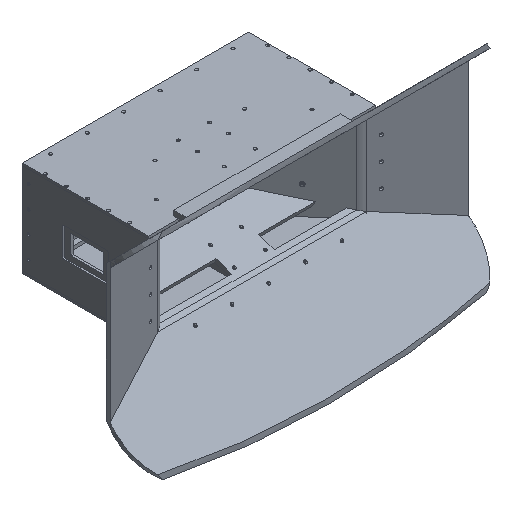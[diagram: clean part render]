
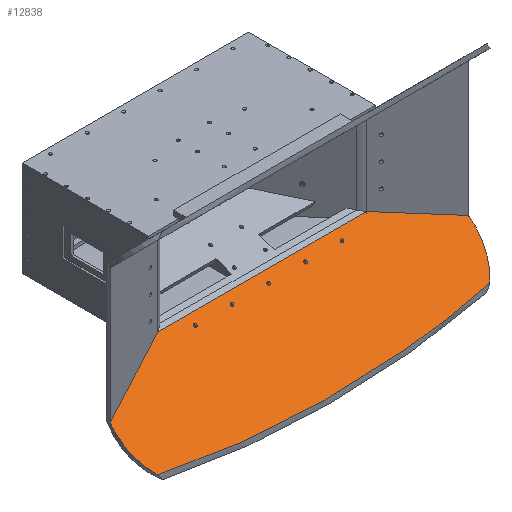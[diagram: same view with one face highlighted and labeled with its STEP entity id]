
A CAD part, isometric view. The second image highlights one B-rep face of the part: STEP entity #12838.
In plain terms, the highlighted planar face has unit normal (0, -0.707, 0.707).
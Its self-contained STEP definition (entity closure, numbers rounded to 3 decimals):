
#12627 = VERTEX_POINT('',#12628);
#12628 = CARTESIAN_POINT('',(498.001,-472.454,
    -304.615));
#12645 = VERTEX_POINT('',#12646);
#12646 = CARTESIAN_POINT('',(538.819,-387.,-219.161));
#12653 = EDGE_CURVE('',#12645,#12627,#12654,.T.);
#12654 = CIRCLE('',#12655,199.31);
#12655 = AXIS2_PLACEMENT_3D('',#12656,#12657,#12658);
#12656 = CARTESIAN_POINT('',(339.509,-387.,-219.161));
#12657 = DIRECTION('',(0.,0.707,-0.707));
#12658 = DIRECTION('',(0.,-0.707,-0.707));
#12838 = ADVANCED_FACE('',(#12839,#12850,#12861,#12872,#12883,#12894),
  #12962,.T.);
#12839 = FACE_BOUND('',#12840,.T.);
#12840 = EDGE_LOOP('',(#12841));
#12841 = ORIENTED_EDGE('',*,*,#12842,.T.);
#12842 = EDGE_CURVE('',#12843,#12843,#12845,.T.);
#12843 = VERTEX_POINT('',#12844);
#12844 = CARTESIAN_POINT('',(220.,-303.481,-135.643));
#12845 = CIRCLE('',#12846,4.5);
#12846 = AXIS2_PLACEMENT_3D('',#12847,#12848,#12849);
#12847 = CARTESIAN_POINT('',(220.,-306.663,-138.825));
#12848 = DIRECTION('',(0.,0.707,-0.707));
#12849 = DIRECTION('',(0.,0.707,0.707));
#12850 = FACE_BOUND('',#12851,.T.);
#12851 = EDGE_LOOP('',(#12852));
#12852 = ORIENTED_EDGE('',*,*,#12853,.T.);
#12853 = EDGE_CURVE('',#12854,#12854,#12856,.T.);
#12854 = VERTEX_POINT('',#12855);
#12855 = CARTESIAN_POINT('',(110.,-303.481,-135.643));
#12856 = CIRCLE('',#12857,4.5);
#12857 = AXIS2_PLACEMENT_3D('',#12858,#12859,#12860);
#12858 = CARTESIAN_POINT('',(110.,-306.663,-138.825));
#12859 = DIRECTION('',(0.,0.707,-0.707));
#12860 = DIRECTION('',(0.,0.707,0.707));
#12861 = FACE_BOUND('',#12862,.T.);
#12862 = EDGE_LOOP('',(#12863));
#12863 = ORIENTED_EDGE('',*,*,#12864,.T.);
#12864 = EDGE_CURVE('',#12865,#12865,#12867,.T.);
#12865 = VERTEX_POINT('',#12866);
#12866 = CARTESIAN_POINT('',(0.,-303.481,-135.643));
#12867 = CIRCLE('',#12868,4.5);
#12868 = AXIS2_PLACEMENT_3D('',#12869,#12870,#12871);
#12869 = CARTESIAN_POINT('',(0.,-306.663,-138.825));
#12870 = DIRECTION('',(0.,0.707,-0.707));
#12871 = DIRECTION('',(0.,0.707,0.707));
#12872 = FACE_BOUND('',#12873,.T.);
#12873 = EDGE_LOOP('',(#12874));
#12874 = ORIENTED_EDGE('',*,*,#12875,.T.);
#12875 = EDGE_CURVE('',#12876,#12876,#12878,.T.);
#12876 = VERTEX_POINT('',#12877);
#12877 = CARTESIAN_POINT('',(-220.,-303.481,-135.643));
#12878 = CIRCLE('',#12879,4.5);
#12879 = AXIS2_PLACEMENT_3D('',#12880,#12881,#12882);
#12880 = CARTESIAN_POINT('',(-220.,-306.663,-138.825));
#12881 = DIRECTION('',(0.,0.707,-0.707));
#12882 = DIRECTION('',(0.,0.707,0.707));
#12883 = FACE_BOUND('',#12884,.T.);
#12884 = EDGE_LOOP('',(#12885));
#12885 = ORIENTED_EDGE('',*,*,#12886,.T.);
#12886 = EDGE_CURVE('',#12887,#12887,#12889,.T.);
#12887 = VERTEX_POINT('',#12888);
#12888 = CARTESIAN_POINT('',(-110.,-303.481,-135.643));
#12889 = CIRCLE('',#12890,4.5);
#12890 = AXIS2_PLACEMENT_3D('',#12891,#12892,#12893);
#12891 = CARTESIAN_POINT('',(-110.,-306.663,-138.825));
#12892 = DIRECTION('',(0.,0.707,-0.707));
#12893 = DIRECTION('',(0.,0.707,0.707));
#12894 = FACE_BOUND('',#12895,.T.);
#12895 = EDGE_LOOP('',(#12896,#12907,#12921,#12922,#12931,#12939,#12947,
    #12955));
#12896 = ORIENTED_EDGE('',*,*,#12897,.T.);
#12897 = EDGE_CURVE('',#12898,#12900,#12902,.T.);
#12898 = VERTEX_POINT('',#12899);
#12899 = CARTESIAN_POINT('',(-538.819,-387.,-219.161));
#12900 = VERTEX_POINT('',#12901);
#12901 = CARTESIAN_POINT('',(-498.001,-472.454,
    -304.615));
#12902 = CIRCLE('',#12903,199.31);
#12903 = AXIS2_PLACEMENT_3D('',#12904,#12905,#12906);
#12904 = CARTESIAN_POINT('',(-339.509,-387.,-219.161));
#12905 = DIRECTION('',(0.,-0.707,0.707));
#12906 = DIRECTION('',(0.,-0.707,-0.707));
#12907 = ORIENTED_EDGE('',*,*,#12908,.T.);
#12908 = EDGE_CURVE('',#12900,#12627,#12909,.T.);
#12909 = B_SPLINE_CURVE_WITH_KNOTS('',3,(#12910,#12911,#12912,#12913,
    #12914,#12915,#12916,#12917,#12918,#12919,#12920),.UNSPECIFIED.,.F.,
  .F.,(4,1,1,1,1,1,1,1,4),(0.048,0.173,
    0.298,0.423,0.548,0.673,
    0.798,0.923,1.048),.UNSPECIFIED.);
#12910 = CARTESIAN_POINT('',(-498.001,-472.454,
    -304.615));
#12911 = CARTESIAN_POINT('',(-456.908,-477.366,
    -309.527));
#12912 = CARTESIAN_POINT('',(-374.444,-485.716,
    -317.877));
#12913 = CARTESIAN_POINT('',(-249.908,-494.372,
    -326.533));
#12914 = CARTESIAN_POINT('',(-125.123,-499.448,
    -331.609));
#12915 = CARTESIAN_POINT('',(-0.023,-501.125,
    -333.286));
#12916 = CARTESIAN_POINT('',(124.955,-499.452,
    -331.613));
#12917 = CARTESIAN_POINT('',(249.856,-494.375,
    -326.537));
#12918 = CARTESIAN_POINT('',(374.345,-485.724,
    -317.886));
#12919 = CARTESIAN_POINT('',(456.9,-477.367,
    -309.528));
#12920 = CARTESIAN_POINT('',(498.001,-472.454,
    -304.615));
#12921 = ORIENTED_EDGE('',*,*,#12653,.F.);
#12922 = ORIENTED_EDGE('',*,*,#12923,.F.);
#12923 = EDGE_CURVE('',#12924,#12645,#12926,.T.);
#12924 = VERTEX_POINT('',#12925);
#12925 = CARTESIAN_POINT('',(537.076,-368.405,
    -200.566));
#12926 = CIRCLE('',#12927,199.31);
#12927 = AXIS2_PLACEMENT_3D('',#12928,#12929,#12930);
#12928 = CARTESIAN_POINT('',(339.509,-387.,-219.161));
#12929 = DIRECTION('',(0.,0.707,-0.707));
#12930 = DIRECTION('',(0.,-0.707,-0.707));
#12931 = ORIENTED_EDGE('',*,*,#12932,.F.);
#12932 = EDGE_CURVE('',#12933,#12924,#12935,.T.);
#12933 = VERTEX_POINT('',#12934);
#12934 = CARTESIAN_POINT('',(313.418,-287.,-119.161));
#12935 = LINE('',#12936,#12937);
#12936 = CARTESIAN_POINT('',(425.247,-327.703,
    -159.864));
#12937 = VECTOR('',#12938,1.);
#12938 = DIRECTION('',(0.889,-0.324,-0.324));
#12939 = ORIENTED_EDGE('',*,*,#12940,.T.);
#12940 = EDGE_CURVE('',#12933,#12941,#12943,.T.);
#12941 = VERTEX_POINT('',#12942);
#12942 = CARTESIAN_POINT('',(-313.418,-287.,-119.161));
#12943 = LINE('',#12944,#12945);
#12944 = CARTESIAN_POINT('',(156.709,-287.,-119.161));
#12945 = VECTOR('',#12946,1.);
#12946 = DIRECTION('',(-1.,0.,0.));
#12947 = ORIENTED_EDGE('',*,*,#12948,.T.);
#12948 = EDGE_CURVE('',#12941,#12949,#12951,.T.);
#12949 = VERTEX_POINT('',#12950);
#12950 = CARTESIAN_POINT('',(-537.076,-368.405,
    -200.566));
#12951 = LINE('',#12952,#12953);
#12952 = CARTESIAN_POINT('',(-425.247,-327.703,
    -159.864));
#12953 = VECTOR('',#12954,1.);
#12954 = DIRECTION('',(-0.889,-0.324,-0.324)
  );
#12955 = ORIENTED_EDGE('',*,*,#12956,.T.);
#12956 = EDGE_CURVE('',#12949,#12898,#12957,.T.);
#12957 = CIRCLE('',#12958,199.31);
#12958 = AXIS2_PLACEMENT_3D('',#12959,#12960,#12961);
#12959 = CARTESIAN_POINT('',(-339.509,-387.,-219.161));
#12960 = DIRECTION('',(0.,-0.707,0.707));
#12961 = DIRECTION('',(0.,-0.707,-0.707));
#12962 = PLANE('',#12963);
#12963 = AXIS2_PLACEMENT_3D('',#12964,#12965,#12966);
#12964 = CARTESIAN_POINT('',(269.409,-398.026,
    -230.187));
#12965 = DIRECTION('',(0.,-0.707,0.707));
#12966 = DIRECTION('',(0.,0.707,0.707));
